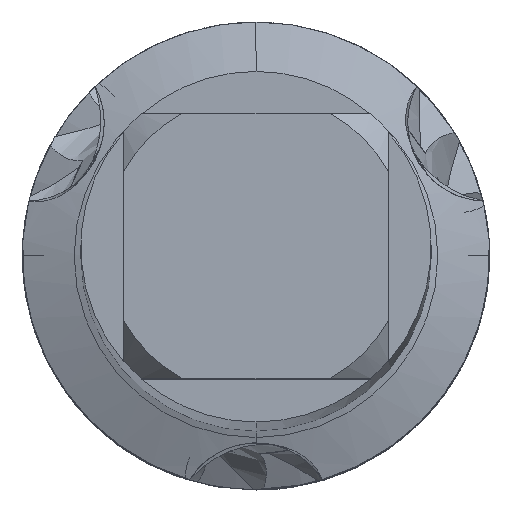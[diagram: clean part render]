
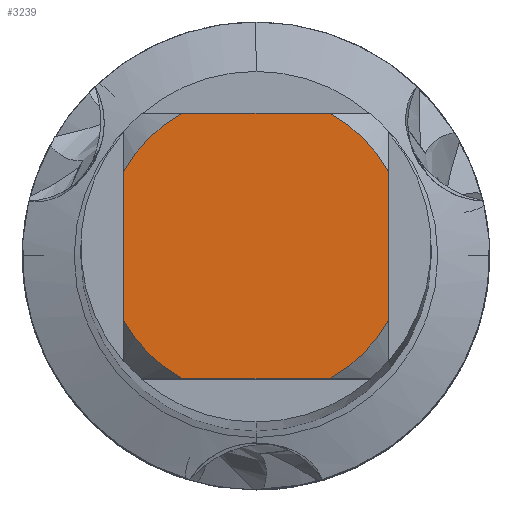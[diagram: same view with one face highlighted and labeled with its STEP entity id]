
A CAD part, top view. The second image highlights one B-rep face of the part: STEP entity #3239.
In plain terms, the highlighted planar face has unit normal (0, 0, 1).
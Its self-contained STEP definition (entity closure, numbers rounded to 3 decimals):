
#1669=EDGE_CURVE('',#4331,#4091,#4637,.T.);
#1721=EDGE_CURVE('',#3785,#3661,#4692,.T.);
#1859=VERTEX_POINT('',#4845);
#1877=EDGE_CURVE('',#1859,#2929,#4865,.T.);
#2293=VERTEX_POINT('',#5318);
#2317=EDGE_CURVE('',#2293,#2929,#5345,.T.);
#2553=EDGE_CURVE('',#1859,#3661,#5600,.T.);
#2591=VERTEX_POINT('',#5643);
#2929=VERTEX_POINT('',#6020);
#3239=ADVANCED_FACE('',(#6355),#6356,.T.);
#3389=EDGE_CURVE('',#2293,#2591,#6516,.T.);
#3661=VERTEX_POINT('',#6810);
#3709=EDGE_CURVE('',#4331,#2591,#6860,.T.);
#3785=VERTEX_POINT('',#6939);
#4091=VERTEX_POINT('',#7277);
#4331=VERTEX_POINT('',#7535);
#4427=EDGE_CURVE('',#3785,#4091,#7640,.T.);
#4637=CIRCLE('',#8089,1.95);
#4692=CIRCLE('',#8221,1.95);
#4845=CARTESIAN_POINT('',(-0.955,-1.7,0.0));
#4865=CIRCLE('',#8901,1.95);
#5318=CARTESIAN_POINT('',(-1.7,0.955,0.0));
#5345=LINE('',#10258,#10259);
#5600=LINE('',#10790,#10791);
#5643=CARTESIAN_POINT('',(-0.955,1.7,0.0));
#6020=CARTESIAN_POINT('',(-1.7,-0.955,0.0));
#6355=FACE_OUTER_BOUND('',#13184,.T.);
#6356=PLANE('',#13185);
#6516=CIRCLE('',#13514,1.95);
#6810=CARTESIAN_POINT('',(0.955,-1.7,0.0));
#6860=LINE('',#14492,#14493);
#6939=CARTESIAN_POINT('',(1.7,-0.955,0.0));
#7277=CARTESIAN_POINT('',(1.7,0.955,0.0));
#7535=CARTESIAN_POINT('',(0.955,1.7,0.0));
#7640=LINE('',#16442,#16443);
#8089=AXIS2_PLACEMENT_3D('',#16642,#16643,#16644);
#8221=AXIS2_PLACEMENT_3D('',#16676,#16677,#16678);
#8901=AXIS2_PLACEMENT_3D('',#16872,#16873,#16874);
#10258=CARTESIAN_POINT('',(-1.7,0.488,0.0));
#10259=VECTOR('',#17360,1.0);
#10790=CARTESIAN_POINT('',(0.0,-1.7,0.0));
#10791=VECTOR('',#17621,1.0);
#13184=EDGE_LOOP('',(#18607,#18608,#18609,#18610,#18611,#18612,#18613,#18614));
#13185=AXIS2_PLACEMENT_3D('',#18615,#18616,#18617);
#13514=AXIS2_PLACEMENT_3D('',#18751,#18752,#18753);
#14492=CARTESIAN_POINT('',(0.0,1.7,0.0));
#14493=VECTOR('',#19148,1.0);
#16442=CARTESIAN_POINT('',(1.7,0.488,0.0));
#16443=VECTOR('',#19936,1.0);
#16642=CARTESIAN_POINT('',(0.0,0.0,0.0));
#16643=DIRECTION('',(0.0,0.0,-1.0));
#16644=DIRECTION('',(0.0,1.0,0.0));
#16676=CARTESIAN_POINT('',(0.0,0.0,0.0));
#16677=DIRECTION('',(0.0,0.0,-1.0));
#16678=DIRECTION('',(0.0,1.0,0.0));
#16872=CARTESIAN_POINT('',(0.0,0.0,0.0));
#16873=DIRECTION('',(0.0,0.0,-1.0));
#16874=DIRECTION('',(0.0,1.0,0.0));
#17360=DIRECTION('',(-0.0,-1.0,0.0));
#17621=DIRECTION('',(1.0,0.0,0.0));
#18607=ORIENTED_EDGE('',*,*,#2317,.T.);
#18608=ORIENTED_EDGE('',*,*,#1877,.F.);
#18609=ORIENTED_EDGE('',*,*,#2553,.T.);
#18610=ORIENTED_EDGE('',*,*,#1721,.F.);
#18611=ORIENTED_EDGE('',*,*,#4427,.T.);
#18612=ORIENTED_EDGE('',*,*,#1669,.F.);
#18613=ORIENTED_EDGE('',*,*,#3709,.T.);
#18614=ORIENTED_EDGE('',*,*,#3389,.F.);
#18615=CARTESIAN_POINT('',(0.0,0.975,0.0));
#18616=DIRECTION('',(-0.0,0.0,1.0));
#18617=DIRECTION('',(0.0,-1.0,0.0));
#18751=CARTESIAN_POINT('',(0.0,0.0,0.0));
#18752=DIRECTION('',(0.0,0.0,-1.0));
#18753=DIRECTION('',(0.0,1.0,0.0));
#19148=DIRECTION('',(-1.0,0.0,0.0));
#19936=DIRECTION('',(-0.0,1.0,0.0));
